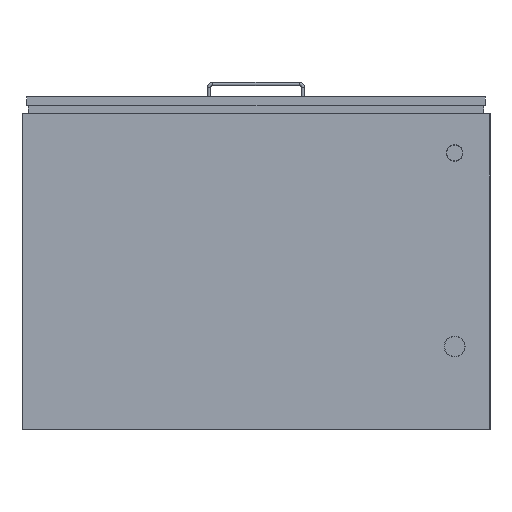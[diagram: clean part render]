
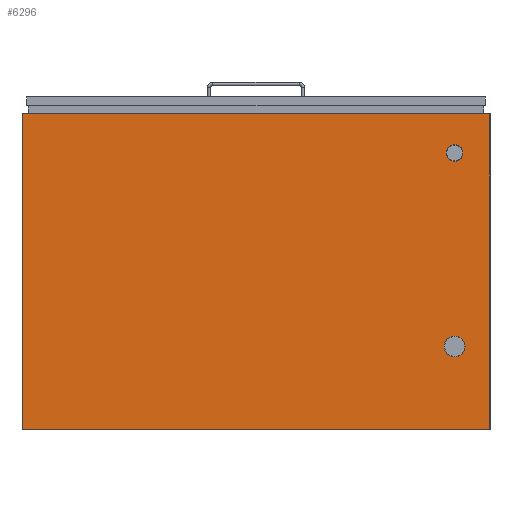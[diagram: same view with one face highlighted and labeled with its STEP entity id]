
A CAD part, front view. The second image highlights one B-rep face of the part: STEP entity #6296.
In plain terms, the highlighted planar face has unit normal (0, -1, 0).
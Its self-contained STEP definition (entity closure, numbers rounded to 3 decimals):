
#87=FACE_BOUND('',#671,.T.);
#88=FACE_BOUND('',#672,.T.);
#103=CIRCLE('',#6706,25.);
#104=CIRCLE('',#6707,25.);
#107=CIRCLE('',#6712,20.);
#108=CIRCLE('',#6713,20.);
#299=FACE_OUTER_BOUND('',#670,.T.);
#670=EDGE_LOOP('',(#4255,#4256,#4257,#4258));
#671=EDGE_LOOP('',(#4259,#4260));
#672=EDGE_LOOP('',(#4261,#4262));
#1079=LINE('',#9045,#1876);
#1081=LINE('',#9049,#1878);
#1083=LINE('',#9053,#1880);
#1085=LINE('',#9056,#1882);
#1876=VECTOR('',#7282,10.);
#1878=VECTOR('',#7286,10.);
#1880=VECTOR('',#7290,10.);
#1882=VECTOR('',#7294,10.);
#2634=VERTEX_POINT('',#8956);
#2635=VERTEX_POINT('',#8958);
#2638=VERTEX_POINT('',#8967);
#2639=VERTEX_POINT('',#8969);
#2664=VERTEX_POINT('',#9042);
#2665=VERTEX_POINT('',#9044);
#2666=VERTEX_POINT('',#9048);
#2667=VERTEX_POINT('',#9052);
#3247=EDGE_CURVE('',#2635,#2634,#103,.T.);
#3248=EDGE_CURVE('',#2634,#2635,#104,.T.);
#3252=EDGE_CURVE('',#2639,#2638,#107,.T.);
#3253=EDGE_CURVE('',#2638,#2639,#108,.T.);
#3289=EDGE_CURVE('',#2664,#2665,#1079,.T.);
#3291=EDGE_CURVE('',#2666,#2664,#1081,.T.);
#3293=EDGE_CURVE('',#2667,#2666,#1083,.T.);
#3295=EDGE_CURVE('',#2665,#2667,#1085,.T.);
#4255=ORIENTED_EDGE('',*,*,#3295,.F.);
#4256=ORIENTED_EDGE('',*,*,#3289,.F.);
#4257=ORIENTED_EDGE('',*,*,#3291,.F.);
#4258=ORIENTED_EDGE('',*,*,#3293,.F.);
#4259=ORIENTED_EDGE('',*,*,#3247,.T.);
#4260=ORIENTED_EDGE('',*,*,#3248,.T.);
#4261=ORIENTED_EDGE('',*,*,#3252,.T.);
#4262=ORIENTED_EDGE('',*,*,#3253,.T.);
#5963=PLANE('',#6729);
#6296=ADVANCED_FACE('',(#299,#87,#88),#5963,.F.);
#6706=AXIS2_PLACEMENT_3D('',#8959,#7206,#7207);
#6707=AXIS2_PLACEMENT_3D('',#8960,#7208,#7209);
#6712=AXIS2_PLACEMENT_3D('',#8970,#7219,#7220);
#6713=AXIS2_PLACEMENT_3D('',#8971,#7221,#7222);
#6729=AXIS2_PLACEMENT_3D('',#9057,#7295,#7296);
#7206=DIRECTION('center_axis',(0.,1.,0.));
#7207=DIRECTION('ref_axis',(1.,0.,0.));
#7208=DIRECTION('center_axis',(0.,1.,0.));
#7209=DIRECTION('ref_axis',(1.,0.,0.));
#7219=DIRECTION('center_axis',(0.,1.,0.));
#7220=DIRECTION('ref_axis',(1.,0.,0.));
#7221=DIRECTION('center_axis',(0.,1.,0.));
#7222=DIRECTION('ref_axis',(1.,0.,0.));
#7282=DIRECTION('',(1.,0.,0.));
#7286=DIRECTION('',(0.,0.,1.));
#7290=DIRECTION('',(-1.,0.,0.));
#7294=DIRECTION('',(0.,0.,-1.));
#7295=DIRECTION('center_axis',(0.,1.,0.));
#7296=DIRECTION('ref_axis',(0.,0.,1.));
#8956=CARTESIAN_POINT('',(452.5,0.,-180.));
#8958=CARTESIAN_POINT('',(502.5,0.,-180.));
#8959=CARTESIAN_POINT('Origin',(477.5,0.,-180.));
#8960=CARTESIAN_POINT('Origin',(477.5,0.,-180.));
#8967=CARTESIAN_POINT('',(457.5,0.,285.));
#8969=CARTESIAN_POINT('',(497.5,0.,285.));
#8970=CARTESIAN_POINT('Origin',(477.5,0.,285.));
#8971=CARTESIAN_POINT('Origin',(477.5,0.,285.));
#9042=CARTESIAN_POINT('',(-562.5,0.,380.));
#9044=CARTESIAN_POINT('',(562.5,0.,380.));
#9045=CARTESIAN_POINT('',(-562.5,0.,380.));
#9048=CARTESIAN_POINT('',(-562.5,0.,-380.));
#9049=CARTESIAN_POINT('',(-562.5,0.,-380.));
#9052=CARTESIAN_POINT('',(562.5,0.,-380.));
#9053=CARTESIAN_POINT('',(562.5,0.,-380.));
#9056=CARTESIAN_POINT('',(562.5,0.,380.));
#9057=CARTESIAN_POINT('Origin',(0.,0.,0.));
